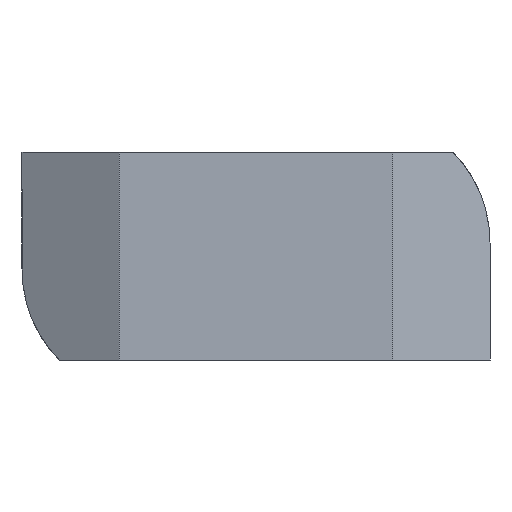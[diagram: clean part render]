
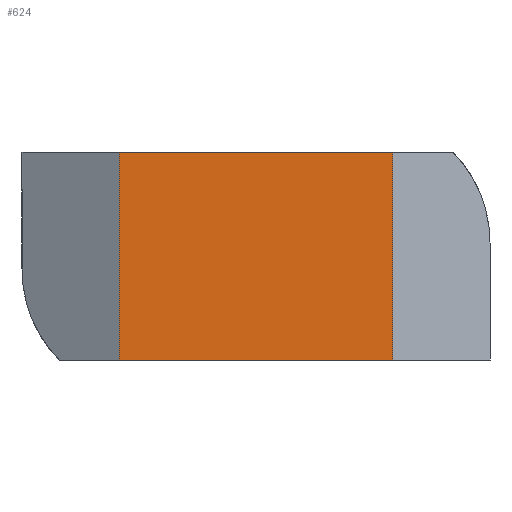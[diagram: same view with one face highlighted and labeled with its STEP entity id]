
A CAD part, front view. The second image highlights one B-rep face of the part: STEP entity #624.
In plain terms, the highlighted planar face has unit normal (0, -1, 0).
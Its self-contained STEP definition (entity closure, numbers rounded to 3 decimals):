
#101 = CARTESIAN_POINT ( 'NONE',  ( -5.25, 0., 0. ) ) ;
#610 = EDGE_LOOP ( 'NONE', ( #795, #3802, #2837, #2825 ) ) ;
#624 = ADVANCED_FACE ( 'NONE', ( #2411 ), #1863, .T. ) ;
#763 = DIRECTION ( 'NONE',  ( 0., 0., 1. ) ) ;
#795 = ORIENTED_EDGE ( 'NONE', *, *, #1806, .F. ) ;
#930 = CARTESIAN_POINT ( 'NONE',  ( 5.25, 0., 0. ) ) ;
#1176 = VECTOR ( 'NONE', #6450, 1000. ) ;
#1203 = VERTEX_POINT ( 'NONE', #101 ) ;
#1303 = VECTOR ( 'NONE', #4846, 1000. ) ;
#1361 = CARTESIAN_POINT ( 'NONE',  ( -5.25, 0., -8. ) ) ;
#1806 = EDGE_CURVE ( 'NONE', #1203, #2057, #4862, .T. ) ;
#1863 = PLANE ( 'NONE',  #7592 ) ;
#2057 = VERTEX_POINT ( 'NONE', #6944 ) ;
#2411 = FACE_OUTER_BOUND ( 'NONE', #610, .T. ) ;
#2654 = LINE ( 'NONE', #5770, #2769 ) ;
#2769 = VECTOR ( 'NONE', #6303, 1000. ) ;
#2825 = ORIENTED_EDGE ( 'NONE', *, *, #3997, .T. ) ;
#2837 = ORIENTED_EDGE ( 'NONE', *, *, #4405, .T. ) ;
#3041 = VECTOR ( 'NONE', #763, 1000. ) ;
#3089 = VERTEX_POINT ( 'NONE', #1361 ) ;
#3802 = ORIENTED_EDGE ( 'NONE', *, *, #6117, .F. ) ;
#3997 = EDGE_CURVE ( 'NONE', #5446, #2057, #4154, .T. ) ;
#4154 = LINE ( 'NONE', #4702, #1176 ) ;
#4405 = EDGE_CURVE ( 'NONE', #3089, #5446, #2654, .T. ) ;
#4596 = CARTESIAN_POINT ( 'NONE',  ( 5.25, 0., -8. ) ) ;
#4702 = CARTESIAN_POINT ( 'NONE',  ( 5.25, 0., -8. ) ) ;
#4720 = LINE ( 'NONE', #7664, #3041 ) ;
#4846 = DIRECTION ( 'NONE',  ( 1., 0., 0. ) ) ;
#4862 = LINE ( 'NONE', #930, #1303 ) ;
#5034 = DIRECTION ( 'NONE',  ( 0., -1., 0. ) ) ;
#5446 = VERTEX_POINT ( 'NONE', #4596 ) ;
#5770 = CARTESIAN_POINT ( 'NONE',  ( 5.25, 0., -8. ) ) ;
#6117 = EDGE_CURVE ( 'NONE', #3089, #1203, #4720, .T. ) ;
#6303 = DIRECTION ( 'NONE',  ( 1., 0., 0. ) ) ;
#6450 = DIRECTION ( 'NONE',  ( 0., 0., 1. ) ) ;
#6944 = CARTESIAN_POINT ( 'NONE',  ( 5.25, 0., 0. ) ) ;
#7429 = DIRECTION ( 'NONE',  ( 1., 0., 0. ) ) ;
#7489 = CARTESIAN_POINT ( 'NONE',  ( 5.25, 0., -8. ) ) ;
#7592 = AXIS2_PLACEMENT_3D ( 'NONE', #7489, #5034, #7429 ) ;
#7664 = CARTESIAN_POINT ( 'NONE',  ( -5.25, 0., -8. ) ) ;
